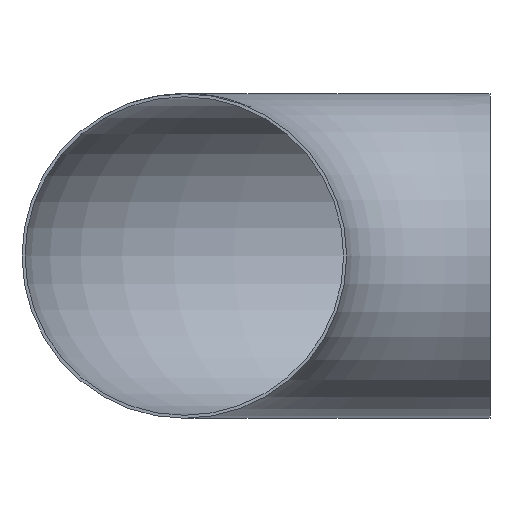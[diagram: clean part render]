
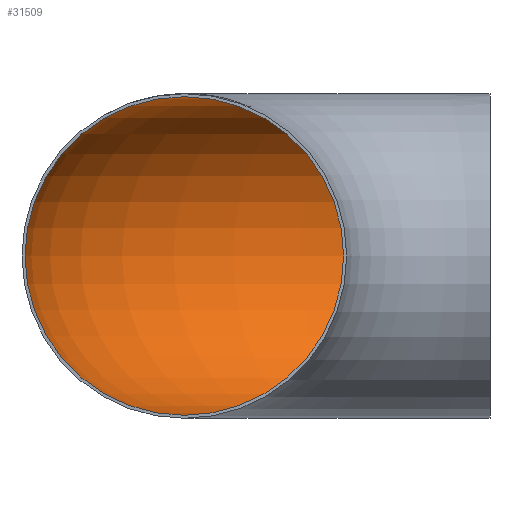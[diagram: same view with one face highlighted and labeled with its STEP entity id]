
A CAD part, front view. The second image highlights one B-rep face of the part: STEP entity #31509.
In plain terms, the highlighted toroidal (fillet/blend) face has major radius 305 mm and minor radius 158.95 mm.
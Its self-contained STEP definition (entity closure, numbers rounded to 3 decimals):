
#509 = ORIENTED_EDGE ( 'NONE', *, *, #34761, .F. ) ;
#2673 = CIRCLE ( 'NONE', #9336, 158.95 ) ;
#3313 = TOROIDAL_SURFACE ( 'NONE', #27093, 305., 158.95 ) ;
#3317 = CARTESIAN_POINT ( 'NONE',  ( -305., 0., 158.95 ) ) ;
#3365 = AXIS2_PLACEMENT_3D ( 'NONE', #11503, #5771, #17984 ) ;
#4792 = FACE_OUTER_BOUND ( 'NONE', #5262, .T. ) ;
#5262 = EDGE_LOOP ( 'NONE', ( #509 ) ) ;
#5771 = DIRECTION ( 'NONE',  ( 0., 1., 0. ) ) ;
#9336 = AXIS2_PLACEMENT_3D ( 'NONE', #33409, #19285, #30936 ) ;
#11094 = DIRECTION ( 'NONE',  ( -1., 0., 0. ) ) ;
#11503 = CARTESIAN_POINT ( 'NONE',  ( -305., 0., 0. ) ) ;
#11920 = VERTEX_POINT ( 'NONE', #35923 ) ;
#13387 = DIRECTION ( 'NONE',  ( 0., 0., -1. ) ) ;
#17984 = DIRECTION ( 'NONE',  ( 0., 0., 1. ) ) ;
#19120 = FACE_OUTER_BOUND ( 'NONE', #26415, .T. ) ;
#19285 = DIRECTION ( 'NONE',  ( 1., 0., 0. ) ) ;
#22343 = CARTESIAN_POINT ( 'NONE',  ( 0., 0., 0. ) ) ;
#23755 = VERTEX_POINT ( 'NONE', #3317 ) ;
#24966 = EDGE_CURVE ( 'NONE', #11920, #11920, #2673, .T. ) ;
#26415 = EDGE_LOOP ( 'NONE', ( #31634 ) ) ;
#27093 = AXIS2_PLACEMENT_3D ( 'NONE', #22343, #13387, #11094 ) ;
#30936 = DIRECTION ( 'NONE',  ( 0., 1., 0. ) ) ;
#31509 = ADVANCED_FACE ( 'NONE', ( #19120, #4792 ), #3313, .F. ) ;
#31634 = ORIENTED_EDGE ( 'NONE', *, *, #24966, .T. ) ;
#32635 = CIRCLE ( 'NONE', #3365, 158.95 ) ;
#33409 = CARTESIAN_POINT ( 'NONE',  ( 0., 305., 0. ) ) ;
#34761 = EDGE_CURVE ( 'NONE', #23755, #23755, #32635, .T. ) ;
#35923 = CARTESIAN_POINT ( 'NONE',  ( 0., 463.95, 0. ) ) ;
